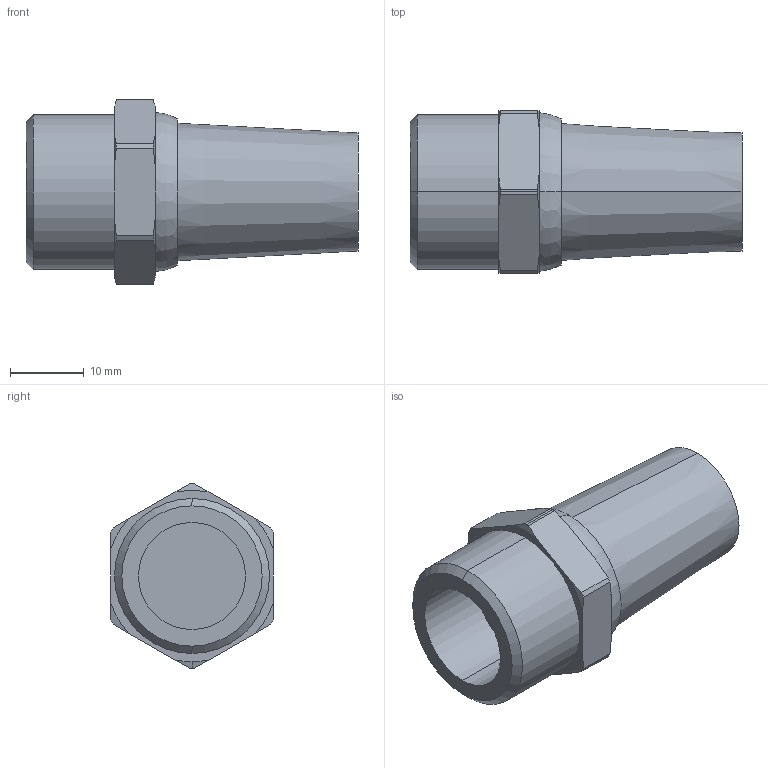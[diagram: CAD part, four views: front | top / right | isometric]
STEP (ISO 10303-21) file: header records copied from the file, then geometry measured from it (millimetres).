
FILE_DESCRIPTION (( 'STEP AP214' ), '1' );
FILE_NAME ('AZ-SCT5_IC.STEP', '2020-03-31T06:02:22', ( '' ), ( '' ), 'SwSTEP 2.0', 'SolidWorks 2020', '' );
FILE_SCHEMA (( 'AUTOMOTIVE_DESIGN' ));
Length unit declared in the file: millimetre
Products named in the file (1): AZ-SCT5_IC
Bounding box: 45 x 22 x 25 mm (x, y, z)
Volume: 11586.4 mm3; surface area: 4040.5 mm2
Topology: 1 solids, 1 shells, 45 faces, 112 edges, 73 vertices
Faces by surface type: cone 18, cylinder 13, plane 12, torus 2
Entity records: 1459 total; most frequent: CARTESIAN_POINT 303, DIRECTION 231, ORIENTED_EDGE 224, EDGE_CURVE 112, AXIS2_PLACEMENT_3D 97, VERTEX_POINT 73, CIRCLE 51, EDGE_LOOP 49
